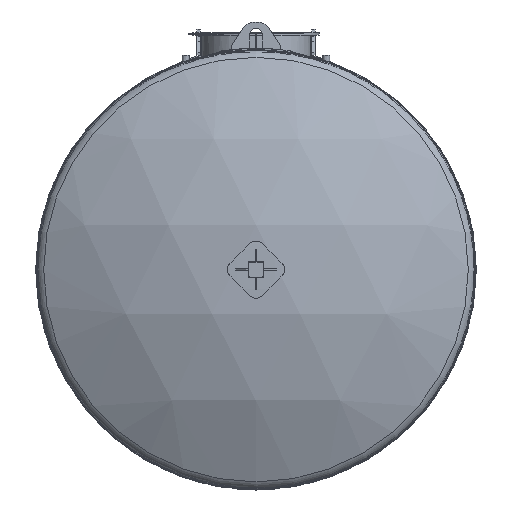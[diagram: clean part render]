
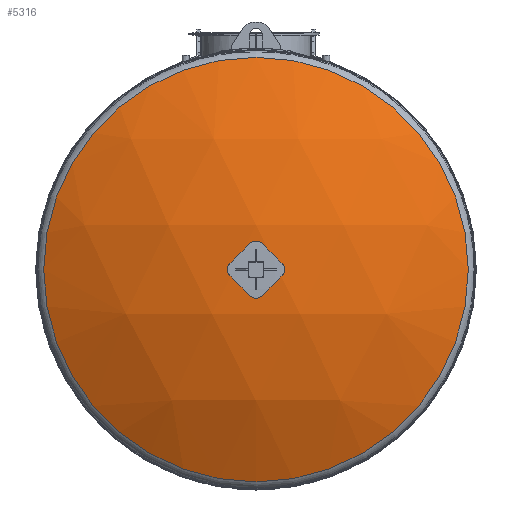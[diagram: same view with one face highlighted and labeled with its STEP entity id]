
A CAD part, left-side view. The second image highlights one B-rep face of the part: STEP entity #5316.
In plain terms, the highlighted spherical face has radius 2515 mm.
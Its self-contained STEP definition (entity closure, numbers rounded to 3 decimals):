
#33=SPHERICAL_SURFACE('',#5832,2515.);
#1400=FACE_OUTER_BOUND('',#1693,.T.);
#1693=EDGE_LOOP('',(#3913));
#1963=CIRCLE('',#5830,1208.955);
#2283=VERTEX_POINT('',#8525);
#2945=EDGE_CURVE('',#2283,#2283,#1963,.T.);
#3913=ORIENTED_EDGE('',*,*,#2945,.T.);
#5316=ADVANCED_FACE('',(#1400),#33,.T.);
#5830=AXIS2_PLACEMENT_3D('',#8526,#6691,#6692);
#5832=AXIS2_PLACEMENT_3D('',#8528,#6695,#6696);
#6691=DIRECTION('center_axis',(-1.,0.,0.));
#6692=DIRECTION('ref_axis',(0.,-1.,0.));
#6695=DIRECTION('center_axis',(0.,0.,1.));
#6696=DIRECTION('ref_axis',(0.,-1.,0.));
#8525=CARTESIAN_POINT('',(-110.251,0.,1208.955));
#8526=CARTESIAN_POINT('Origin',(-110.251,0.,0.));
#8528=CARTESIAN_POINT('Origin',(2095.118,0.,0.));
